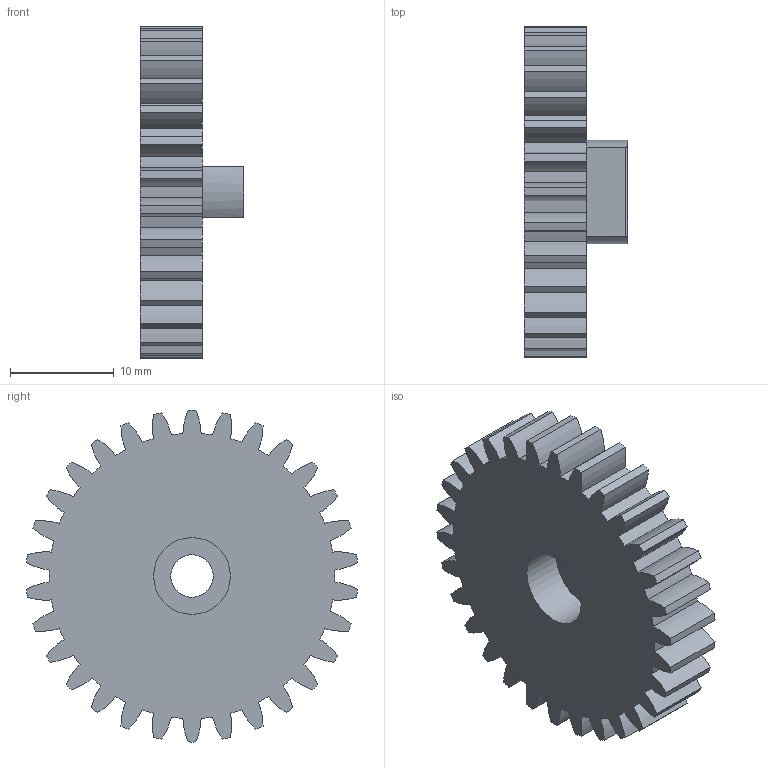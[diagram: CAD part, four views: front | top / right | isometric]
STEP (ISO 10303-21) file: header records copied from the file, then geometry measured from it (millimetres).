
FILE_DESCRIPTION(/* description */ (''),/* implementation_level */ '2;1');
FILE_NAME(/* name */ 'GirP30T.stp',/* time_stamp */ '2025-04-21T21:20:25+02:00',/* author */ ('roone'),/* organization */ (''),/* preprocessor_version */ 'ST-DEVELOPER v20',/* originating_system */ 'Autodesk Inventor 2025',/* authorisation */ '');
FILE_SCHEMA (('AUTOMOTIVE_DESIGN { 1 0 10303 214 3 1 1 }'));
Length unit declared in the file: millimetre
Products named in the file (1): GirP30T
Bounding box: 10 x 31.89 x 32 mm (x, y, z)
Volume: 4077.5 mm3; surface area: 2814.2 mm2
Topology: 1 solids, 1 shells, 132 faces, 384 edges, 256 vertices
Faces by surface type: cylinder 126, plane 6
Full cylindrical faces by diameter (mm): 4.1 x1, 7.4 x1
Entity records: 4594 total; most frequent: DIRECTION 894, CARTESIAN_POINT 809, ORIENTED_EDGE 768, EDGE_CURVE 384, AXIS2_PLACEMENT_3D 381, VERTEX_POINT 256, CIRCLE 248, EDGE_LOOP 136
